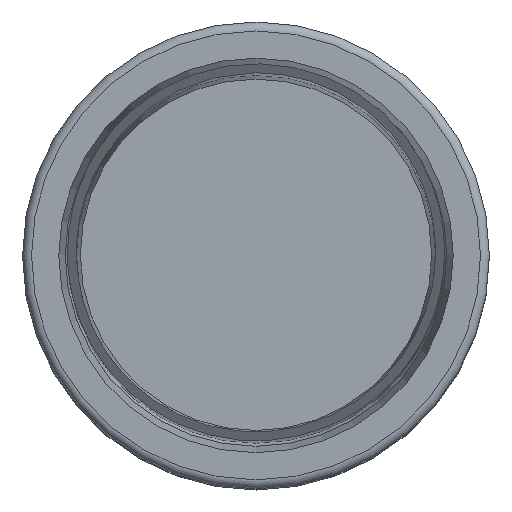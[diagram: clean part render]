
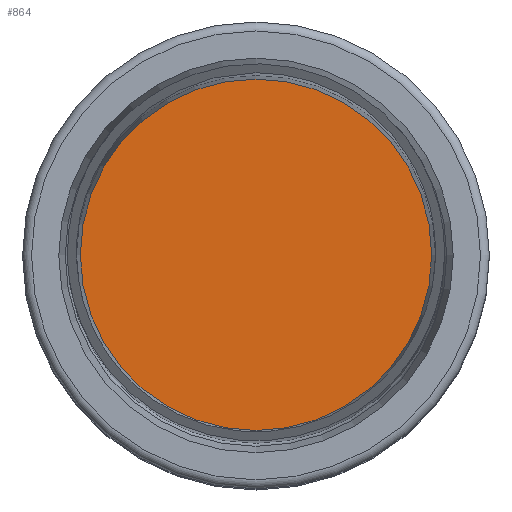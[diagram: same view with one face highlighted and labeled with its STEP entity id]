
A CAD part, top view. The second image highlights one B-rep face of the part: STEP entity #864.
In plain terms, the highlighted planar face has unit normal (0, 0, 1).
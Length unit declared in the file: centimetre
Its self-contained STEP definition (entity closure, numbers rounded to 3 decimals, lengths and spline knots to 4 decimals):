
#157=CIRCLE('',#1100,21.0417);
#244=FACE_OUTER_BOUND('',#309,.T.);
#309=EDGE_LOOP('',(#792));
#390=VERTEX_POINT('',#1840);
#520=EDGE_CURVE('',#390,#390,#157,.T.);
#792=ORIENTED_EDGE('',*,*,#520,.F.);
#805=PLANE('',#1111);
#864=ADVANCED_FACE('',(#244),#805,.T.);
#1100=AXIS2_PLACEMENT_3D('',#1841,#1438,#1439);
#1111=AXIS2_PLACEMENT_3D('',#1859,#1462,#1463);
#1438=DIRECTION('center_axis',(0.,0.,-1.));
#1439=DIRECTION('ref_axis',(1.,0.,0.));
#1462=DIRECTION('center_axis',(0.,0.,1.));
#1463=DIRECTION('ref_axis',(0.,-1.,0.));
#1840=CARTESIAN_POINT('',(21.0417,0.,211.5));
#1841=CARTESIAN_POINT('Origin',(0.,0.,211.5));
#1859=CARTESIAN_POINT('Origin',(-21.0417,0.,
211.5));
